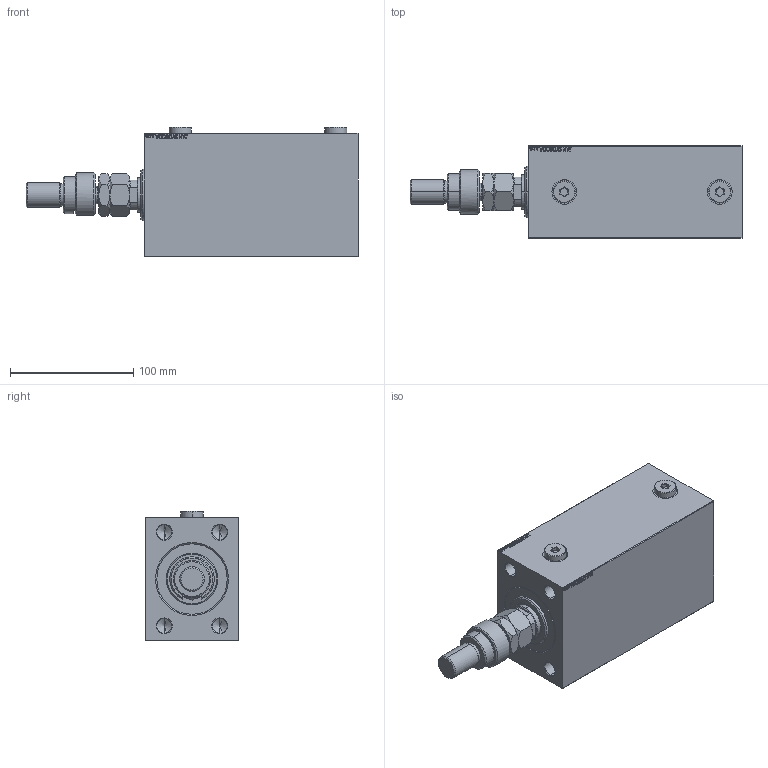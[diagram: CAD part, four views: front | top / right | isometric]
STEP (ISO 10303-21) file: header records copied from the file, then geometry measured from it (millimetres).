
FILE_DESCRIPTION (( 'STEP AP203' ), '1' );
FILE_NAME ('f1e5.STEP', '2024-02-12T23:51:12', ( '' ), ( '' ), 'SwSTEP 2.0', 'SolidWorks 2019', '' );
FILE_SCHEMA (( 'CONFIG_CONTROL_DESIGN' ));
Length unit declared in the file: millimetre
Products named in the file (8): V450CM_B_Body 60311f88b5c40731c1e531c759807569; V450CM_VC_B 60311f88b5c40731c1e531c759807569; Zatka_OIL_PORT 60311f88b5c40731c1e531c759807569; MFA 60311f88b5c40731c1e531c759807569; f1e5; V450CM_B_VCP 60311f88b5c40731c1e531c759807569; FEMALE_PART_FOR_DFA 60311f88b5c40731c1e531c759807569; DFA 60311f88b5c40731c1e531c759807569
Assembly tree (8 placements, depth 3):
  f1e5
    V450CM_B_Body 60311f88b5c40731c1e531c759807569
    V450CM_B_VCP 60311f88b5c40731c1e531c759807569
    V450CM_VC_B 60311f88b5c40731c1e531c759807569
    DFA 60311f88b5c40731c1e531c759807569
      FEMALE_PART_FOR_DFA 60311f88b5c40731c1e531c759807569
      MFA 60311f88b5c40731c1e531c759807569
    Zatka_OIL_PORT 60311f88b5c40731c1e531c759807569  x2
Bounding box: 269 x 75 x 104.9 mm (x, y, z)
Volume: 1187981.8 mm3; surface area: 155506.1 mm2
Topology: 7 solids, 7 shells, 1023 faces, 2562 edges, 1657 vertices
Faces by surface type: plane 464, bspline 380, cone 90, cylinder 85, torus 4
Entity records: 48554 total; most frequent: CARTESIAN_POINT 26271, ORIENTED_EDGE 5008, DIRECTION 3182, EDGE_CURVE 2504, VERTEX_POINT 1633, VECTOR 1438, LINE 1438, EDGE_LOOP 1135
